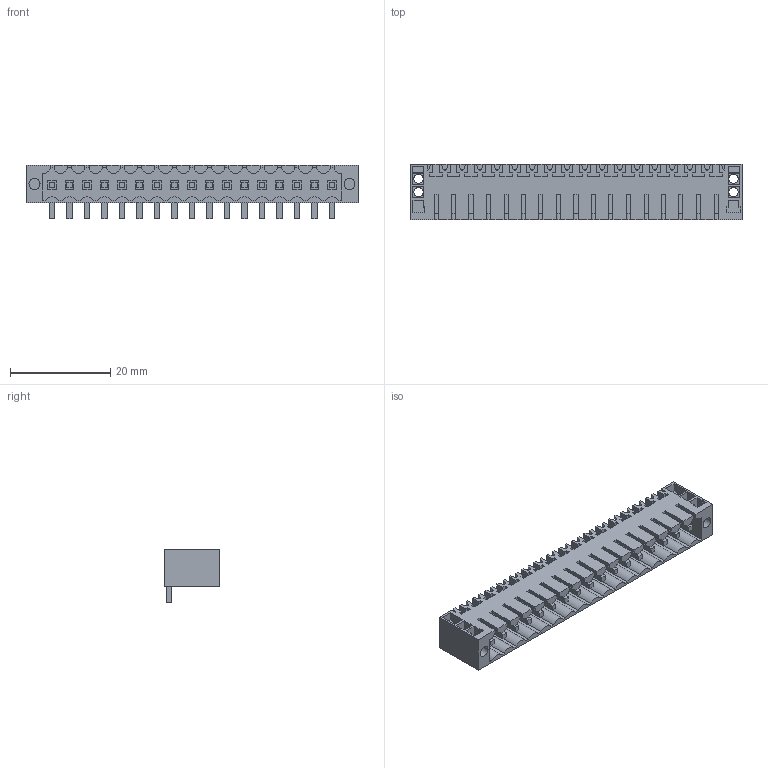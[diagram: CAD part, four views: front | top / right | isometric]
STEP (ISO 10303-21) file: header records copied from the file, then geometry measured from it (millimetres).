
FILE_DESCRIPTION(('CATIA V5 STEP Exchange','CAx-IF Rec.Pracs.--- Model Styling and Organization---1.2---2011-12-15'),'2;1');
FILE_NAME ('D1453617_0_1619770000_1619770000.stp','2018-03-06T12:01:02+00:00',('none'),('Weidmueller'),'CATIA Version 5-6 Release 2014','CATIA V5 STEP AP214','none');
FILE_SCHEMA(('AUTOMOTIVE_DESIGN { 1 0 10303 214 1 1 1 1 }'));
Length unit declared in the file: millimetre
Products named in the file (1): 1619770000
Bounding box: 66.4 x 11.05 x 10.65 mm (x, y, z)
Volume: 2414.8 mm3; surface area: 6602.4 mm2
Topology: 18 solids, 18 shells, 1034 faces, 3148 edges, 2156 vertices
Faces by surface type: plane 949, cylinder 85
Entity records: 32334 total; most frequent: ORIENTED_EDGE 6296, CARTESIAN_POINT 5841, DIRECTION 4220, EDGE_CURVE 3148, VECTOR 2944, LINE 2944, VERTEX_POINT 2156, EDGE_LOOP 1092
